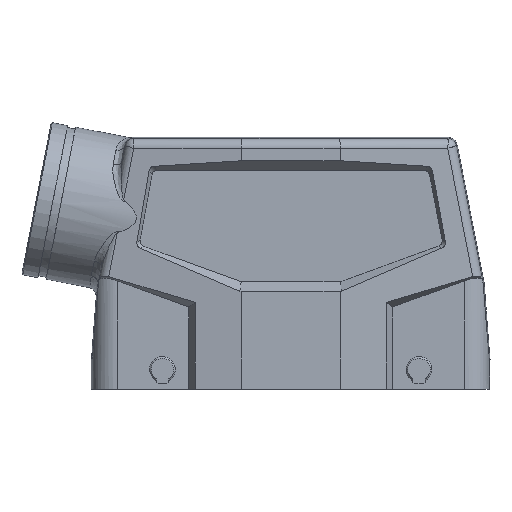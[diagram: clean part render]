
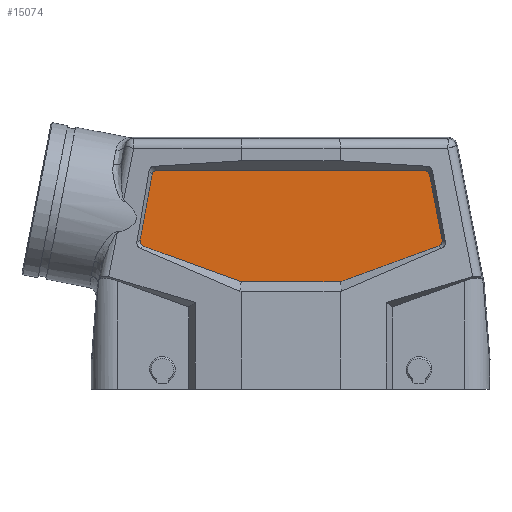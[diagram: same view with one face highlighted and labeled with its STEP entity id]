
A CAD part, left-side view. The second image highlights one B-rep face of the part: STEP entity #15074.
In plain terms, the highlighted planar face has unit normal (-1, 0, 0).
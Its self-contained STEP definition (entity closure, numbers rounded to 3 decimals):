
#3865=AXIS2_PLACEMENT_3D('Plane Axis2P3D',#3862,#3863,#3864) ;
#3862=CARTESIAN_POINT('Axis2P3D Location',(6.,106.467,45.402)) ;
#6706=CARTESIAN_POINT('Vertex',(6.,45.5,32.63)) ;
#6709=CARTESIAN_POINT('Line Origine',(6.,60.5,32.63)) ;
#6713=CARTESIAN_POINT('Vertex',(6.,75.5,32.63)) ;
#6739=CARTESIAN_POINT('Vertex',(6.,105.077,43.396)) ;
#6742=CARTESIAN_POINT('Line Origine',(6.,90.289,38.013)) ;
#6760=CARTESIAN_POINT('Control Point',(6.,105.077,43.396)) ;
#6761=CARTESIAN_POINT('Control Point',(6.,105.495,43.548)) ;
#6762=CARTESIAN_POINT('Control Point',(6.,105.845,43.804)) ;
#6763=CARTESIAN_POINT('Control Point',(6.,106.095,44.148)) ;
#6764=CARTESIAN_POINT('Control Point',(6.,106.221,44.557)) ;
#6765=CARTESIAN_POINT('Control Point',(6.,106.221,44.985)) ;
#6766=CARTESIAN_POINT('Vertex',(6.,106.221,44.985)) ;
#6770=CARTESIAN_POINT('Control Point',(6.,106.221,44.985)) ;
#6771=CARTESIAN_POINT('Control Point',(6.,106.221,45.098)) ;
#6772=CARTESIAN_POINT('Control Point',(6.,106.211,45.213)) ;
#6773=CARTESIAN_POINT('Control Point',(6.,106.19,45.329)) ;
#6774=CARTESIAN_POINT('Vertex',(6.,106.19,45.329)) ;
#6797=CARTESIAN_POINT('Line Origine',(6.,104.395,55.205)) ;
#6801=CARTESIAN_POINT('Vertex',(6.,102.6,65.081)) ;
#6822=CARTESIAN_POINT('Control Point',(6.,100.897,66.5)) ;
#6823=CARTESIAN_POINT('Control Point',(6.,101.536,66.5)) ;
#6824=CARTESIAN_POINT('Control Point',(6.,102.118,66.232)) ;
#6825=CARTESIAN_POINT('Control Point',(6.,102.486,65.708)) ;
#6826=CARTESIAN_POINT('Control Point',(6.,102.6,65.081)) ;
#6827=CARTESIAN_POINT('Vertex',(6.,100.897,66.5)) ;
#6851=CARTESIAN_POINT('Vertex',(6.,20.062,66.5)) ;
#6859=CARTESIAN_POINT('Line Origine',(6.,60.479,66.5)) ;
#7452=CARTESIAN_POINT('Control Point',(6.,18.361,65.098)) ;
#7453=CARTESIAN_POINT('Control Point',(6.,18.401,65.301)) ;
#7454=CARTESIAN_POINT('Control Point',(5.999,18.464,65.49)) ;
#7455=CARTESIAN_POINT('Control Point',(6.,18.551,65.665)) ;
#7456=CARTESIAN_POINT('Control Point',(6.,18.763,65.977)) ;
#7457=CARTESIAN_POINT('Control Point',(6.,19.047,66.212)) ;
#7458=CARTESIAN_POINT('Control Point',(6.,19.201,66.306)) ;
#7459=CARTESIAN_POINT('Control Point',(6.,19.462,66.42)) ;
#7460=CARTESIAN_POINT('Control Point',(6.,19.752,66.48)) ;
#7461=CARTESIAN_POINT('Control Point',(6.,19.853,66.493)) ;
#7462=CARTESIAN_POINT('Control Point',(6.,19.956,66.5)) ;
#7463=CARTESIAN_POINT('Control Point',(6.,20.062,66.5)) ;
#7464=CARTESIAN_POINT('Vertex',(6.,18.361,65.098)) ;
#7484=CARTESIAN_POINT('Line Origine',(6.,16.452,55.276)) ;
#7488=CARTESIAN_POINT('Vertex',(6.,14.543,45.453)) ;
#7509=CARTESIAN_POINT('Control Point',(6.,14.507,45.084)) ;
#7510=CARTESIAN_POINT('Control Point',(6.,14.507,44.656)) ;
#7511=CARTESIAN_POINT('Control Point',(6.,14.634,44.251)) ;
#7512=CARTESIAN_POINT('Control Point',(6.,14.875,43.907)) ;
#7513=CARTESIAN_POINT('Control Point',(6.,15.233,43.647)) ;
#7514=CARTESIAN_POINT('Control Point',(6.,15.651,43.495)) ;
#7515=CARTESIAN_POINT('Vertex',(6.,14.507,45.084)) ;
#7517=CARTESIAN_POINT('Vertex',(6.,15.651,43.495)) ;
#7526=CARTESIAN_POINT('Control Point',(6.,14.543,45.453)) ;
#7527=CARTESIAN_POINT('Control Point',(6.,14.519,45.329)) ;
#7528=CARTESIAN_POINT('Control Point',(6.,14.507,45.205)) ;
#7529=CARTESIAN_POINT('Control Point',(6.,14.507,45.084)) ;
#7545=CARTESIAN_POINT('Line Origine',(6.,30.575,38.063)) ;
#3863=DIRECTION('Axis2P3D Direction',(-1.,0.,0.)) ;
#3864=DIRECTION('Axis2P3D XDirection',(0.,1.,0.)) ;
#6710=DIRECTION('Vector Direction',(0.,-1.,0.)) ;
#6743=DIRECTION('Vector Direction',(0.,-0.94,-0.342)) ;
#6798=DIRECTION('Vector Direction',(0.,0.179,-0.984)) ;
#6860=DIRECTION('Vector Direction',(0.,1.,0.)) ;
#7485=DIRECTION('Vector Direction',(0.,0.191,0.982)) ;
#7546=DIRECTION('Vector Direction',(0.,-0.94,0.342)) ;
#6711=VECTOR('Line Direction',#6710,1.) ;
#6744=VECTOR('Line Direction',#6743,1.) ;
#6799=VECTOR('Line Direction',#6798,1.) ;
#6861=VECTOR('Line Direction',#6860,1.) ;
#7486=VECTOR('Line Direction',#7485,1.) ;
#7547=VECTOR('Line Direction',#7546,1.) ;
#15061=ORIENTED_EDGE('',*,*,#7466,.T.) ;
#15062=ORIENTED_EDGE('',*,*,#6863,.T.) ;
#15063=ORIENTED_EDGE('',*,*,#6829,.T.) ;
#15064=ORIENTED_EDGE('',*,*,#6803,.T.) ;
#15065=ORIENTED_EDGE('',*,*,#6776,.F.) ;
#15066=ORIENTED_EDGE('',*,*,#6768,.F.) ;
#15067=ORIENTED_EDGE('',*,*,#6746,.T.) ;
#15068=ORIENTED_EDGE('',*,*,#6715,.T.) ;
#15069=ORIENTED_EDGE('',*,*,#7549,.T.) ;
#15070=ORIENTED_EDGE('',*,*,#7519,.F.) ;
#15071=ORIENTED_EDGE('',*,*,#7530,.F.) ;
#15072=ORIENTED_EDGE('',*,*,#7490,.T.) ;
#15074=ADVANCED_FACE('Hauptk\X2\00F6\X0\rper',(#15073),#3866,.T.) ;
#6759=B_SPLINE_CURVE_WITH_KNOTS('',5,(#6760,#6761,#6762,#6763,#6764,#6765),.UNSPECIFIED.,.F.,.U.,(6,6),(0.,2.962),.UNSPECIFIED.) ;
#6769=B_SPLINE_CURVE_WITH_KNOTS('',3,(#6770,#6771,#6772,#6773),.UNSPECIFIED.,.F.,.U.,(4,4),(0.,0.49),.UNSPECIFIED.) ;
#6821=B_SPLINE_CURVE_WITH_KNOTS('',4,(#6822,#6823,#6824,#6825,#6826),.UNSPECIFIED.,.F.,.U.,(5,5),(0.,3.423),.UNSPECIFIED.) ;
#7451=B_SPLINE_CURVE_WITH_KNOTS('',5,(#7452,#7453,#7454,#7455,#7456,#7457,#7458,#7459,#7460,#7461,#7462,#7463),.UNSPECIFIED.,.F.,.U.,(6,3,3,6),(0.,1.351,2.721,3.411),.UNSPECIFIED.) ;
#7508=B_SPLINE_CURVE_WITH_KNOTS('',5,(#7509,#7510,#7511,#7512,#7513,#7514),.UNSPECIFIED.,.F.,.U.,(6,6),(0.,2.959),.UNSPECIFIED.) ;
#7525=B_SPLINE_CURVE_WITH_KNOTS('',3,(#7526,#7527,#7528,#7529),.UNSPECIFIED.,.F.,.U.,(4,4),(0.,0.525),.UNSPECIFIED.) ;
#6715=EDGE_CURVE('',#6714,#6707,#6712,.T.) ;
#6746=EDGE_CURVE('',#6740,#6714,#6745,.T.) ;
#6768=EDGE_CURVE('',#6740,#6767,#6759,.T.) ;
#6776=EDGE_CURVE('',#6767,#6775,#6769,.T.) ;
#6803=EDGE_CURVE('',#6802,#6775,#6800,.T.) ;
#6829=EDGE_CURVE('',#6828,#6802,#6821,.T.) ;
#6863=EDGE_CURVE('',#6852,#6828,#6862,.T.) ;
#7466=EDGE_CURVE('',#7465,#6852,#7451,.T.) ;
#7490=EDGE_CURVE('',#7489,#7465,#7487,.T.) ;
#7519=EDGE_CURVE('',#7516,#7518,#7508,.T.) ;
#7530=EDGE_CURVE('',#7489,#7516,#7525,.T.) ;
#7549=EDGE_CURVE('',#6707,#7518,#7548,.T.) ;
#15060=EDGE_LOOP('',(#15061,#15062,#15063,#15064,#15065,#15066,#15067,#15068,#15069,#15070,#15071,#15072)) ;
#15073=FACE_OUTER_BOUND('',#15060,.T.) ;
#6712=LINE('Line',#6709,#6711) ;
#6745=LINE('Line',#6742,#6744) ;
#6800=LINE('Line',#6797,#6799) ;
#6862=LINE('Line',#6859,#6861) ;
#7487=LINE('Line',#7484,#7486) ;
#7548=LINE('Line',#7545,#7547) ;
#3866=PLANE('',#3865) ;
#6707=VERTEX_POINT('',#6706) ;
#6714=VERTEX_POINT('',#6713) ;
#6740=VERTEX_POINT('',#6739) ;
#6767=VERTEX_POINT('',#6766) ;
#6775=VERTEX_POINT('',#6774) ;
#6802=VERTEX_POINT('',#6801) ;
#6828=VERTEX_POINT('',#6827) ;
#6852=VERTEX_POINT('',#6851) ;
#7465=VERTEX_POINT('',#7464) ;
#7489=VERTEX_POINT('',#7488) ;
#7516=VERTEX_POINT('',#7515) ;
#7518=VERTEX_POINT('',#7517) ;
